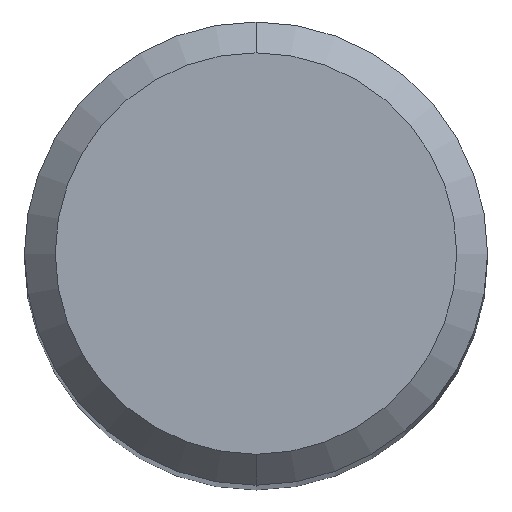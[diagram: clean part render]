
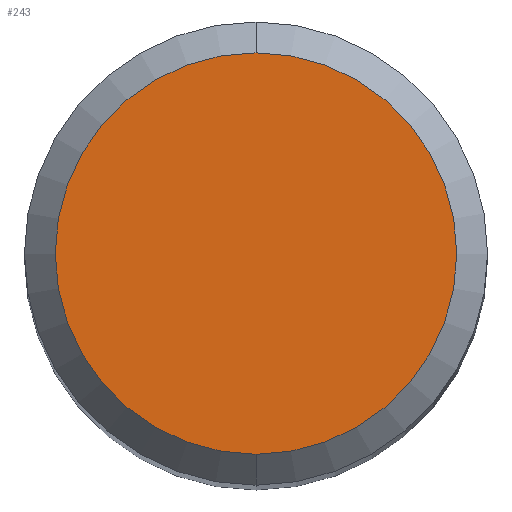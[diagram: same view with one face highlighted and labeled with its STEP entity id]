
A CAD part, top view. The second image highlights one B-rep face of the part: STEP entity #243.
In plain terms, the highlighted planar face has unit normal (0, 0, 1).
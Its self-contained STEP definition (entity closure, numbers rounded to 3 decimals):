
#207=EDGE_CURVE('',#213,#455,#528,.T.);
#213=VERTEX_POINT('',#535);
#243=ADVANCED_FACE('',(#572),#573,.T.);
#435=EDGE_CURVE('',#455,#213,#782,.T.);
#455=VERTEX_POINT('',#802);
#528=CIRCLE('',#900,2.6);
#535=CARTESIAN_POINT('',(0.,-2.6,0.0));
#572=FACE_OUTER_BOUND('',#985,.T.);
#573=PLANE('',#986);
#782=CIRCLE('',#1416,2.6);
#802=CARTESIAN_POINT('',(0.0,2.6,0.0));
#900=AXIS2_PLACEMENT_3D('',#1535,#1536,#1537);
#985=EDGE_LOOP('',(#1598,#1599));
#986=AXIS2_PLACEMENT_3D('',#1600,#1601,#1602);
#1416=AXIS2_PLACEMENT_3D('',#1815,#1816,#1817);
#1535=CARTESIAN_POINT('',(0.0,0.0,0.0));
#1536=DIRECTION('',(0.0,0.0,-1.0));
#1537=DIRECTION('',(0.0,1.0,0.0));
#1598=ORIENTED_EDGE('',*,*,#435,.F.);
#1599=ORIENTED_EDGE('',*,*,#207,.F.);
#1600=CARTESIAN_POINT('',(0.0,1.3,0.0));
#1601=DIRECTION('',(-0.0,0.0,1.0));
#1602=DIRECTION('',(0.0,-1.0,0.0));
#1815=CARTESIAN_POINT('',(0.0,0.0,0.0));
#1816=DIRECTION('',(0.0,0.0,-1.0));
#1817=DIRECTION('',(0.0,1.0,0.0));
